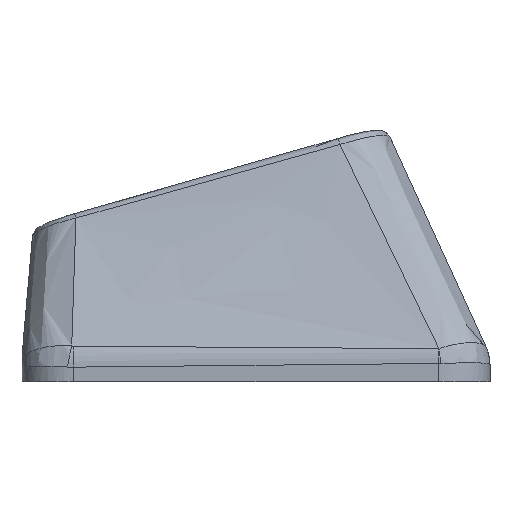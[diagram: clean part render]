
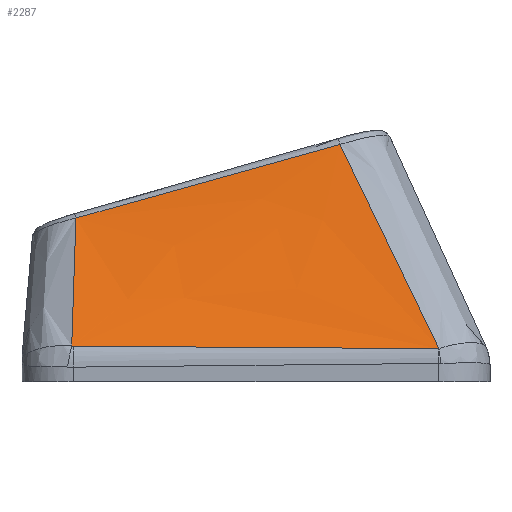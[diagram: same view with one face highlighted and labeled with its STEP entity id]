
A CAD part, left-side view. The second image highlights one B-rep face of the part: STEP entity #2287.
In plain terms, the highlighted free-form (B-spline) face has degree [3, 3] with [4, 4] control points.
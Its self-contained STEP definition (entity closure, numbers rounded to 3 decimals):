
#62=B_SPLINE_SURFACE_WITH_KNOTS('',3,3,((#5489,#5490,#5491,#5492),(#5493,
#5494,#5495,#5496),(#5497,#5498,#5499,#5500),(#5501,#5502,#5503,#5504)),
 .UNSPECIFIED.,.F.,.F.,.F.,(4,4),(4,4),(0.103,0.894),
(0.031,0.968),.UNSPECIFIED.);
#518=FACE_OUTER_BOUND('',#652,.T.);
#652=EDGE_LOOP('',(#2050,#2051,#2052,#2053,#2054,#2055));
#832=B_SPLINE_CURVE_WITH_KNOTS('',3,(#5005,#5006,#5007,#5008),
 .UNSPECIFIED.,.F.,.F.,(4,4),(0.,0.002),
 .UNSPECIFIED.);
#834=B_SPLINE_CURVE_WITH_KNOTS('',3,(#5032,#5033,#5034,#5035),
 .UNSPECIFIED.,.F.,.F.,(4,4),(0.,1.416),.UNSPECIFIED.);
#836=B_SPLINE_CURVE_WITH_KNOTS('',3,(#5059,#5060,#5061,#5062),
 .UNSPECIFIED.,.F.,.F.,(4,4),(0.,0.006),
 .UNSPECIFIED.);
#858=B_SPLINE_CURVE_WITH_KNOTS('',3,(#5480,#5481,#5482,#5483),
 .UNSPECIFIED.,.F.,.F.,(4,4),(-0.618,-0.025),
 .UNSPECIFIED.);
#860=B_SPLINE_CURVE_WITH_KNOTS('',3,(#5506,#5507,#5508,#5509),
 .UNSPECIFIED.,.F.,.F.,(4,4),(0.031,0.97),
 .UNSPECIFIED.);
#861=B_SPLINE_CURVE_WITH_KNOTS('',3,(#5510,#5511,#5512,#5513),
 .UNSPECIFIED.,.F.,.F.,(4,4),(-1.063,0.),.UNSPECIFIED.);
#1061=VERTEX_POINT('',#4964);
#1065=VERTEX_POINT('',#4998);
#1067=VERTEX_POINT('',#5025);
#1069=VERTEX_POINT('',#5052);
#1096=VERTEX_POINT('',#5479);
#1097=VERTEX_POINT('',#5505);
#1380=EDGE_CURVE('',#1061,#1065,#832,.T.);
#1383=EDGE_CURVE('',#1065,#1067,#834,.T.);
#1386=EDGE_CURVE('',#1067,#1069,#836,.T.);
#1427=EDGE_CURVE('',#1069,#1096,#858,.T.);
#1429=EDGE_CURVE('',#1097,#1061,#860,.T.);
#1430=EDGE_CURVE('',#1096,#1097,#861,.T.);
#2050=ORIENTED_EDGE('',*,*,#1386,.F.);
#2051=ORIENTED_EDGE('',*,*,#1383,.F.);
#2052=ORIENTED_EDGE('',*,*,#1380,.F.);
#2053=ORIENTED_EDGE('',*,*,#1429,.F.);
#2054=ORIENTED_EDGE('',*,*,#1430,.F.);
#2055=ORIENTED_EDGE('',*,*,#1427,.F.);
#2287=ADVANCED_FACE('',(#518),#62,.T.);
#4964=CARTESIAN_POINT('',(-18.491,-7.099,0.276));
#4998=CARTESIAN_POINT('',(-18.492,-7.077,0.274));
#5005=CARTESIAN_POINT('Ctrl Pts',(-18.491,-7.099,0.276));
#5006=CARTESIAN_POINT('Ctrl Pts',(-18.492,-7.092,0.275));
#5007=CARTESIAN_POINT('Ctrl Pts',(-18.492,-7.084,0.274));
#5008=CARTESIAN_POINT('Ctrl Pts',(-18.492,-7.077,0.274));
#5025=CARTESIAN_POINT('',(-18.366,7.092,0.371));
#5032=CARTESIAN_POINT('Ctrl Pts',(-18.492,-7.077,0.274));
#5033=CARTESIAN_POINT('Ctrl Pts',(-18.468,-2.355,0.3));
#5034=CARTESIAN_POINT('Ctrl Pts',(-18.436,2.367,0.332));
#5035=CARTESIAN_POINT('Ctrl Pts',(-18.366,7.092,0.371));
#5052=CARTESIAN_POINT('',(-18.361,7.151,0.377));
#5059=CARTESIAN_POINT('Ctrl Pts',(-18.366,7.092,0.371));
#5060=CARTESIAN_POINT('Ctrl Pts',(-18.365,7.112,0.372));
#5061=CARTESIAN_POINT('Ctrl Pts',(-18.364,7.132,0.374));
#5062=CARTESIAN_POINT('Ctrl Pts',(-18.361,7.151,0.377));
#5479=CARTESIAN_POINT('',(-15.184,6.988,5.341));
#5480=CARTESIAN_POINT('Ctrl Pts',(-18.361,7.151,0.377));
#5481=CARTESIAN_POINT('Ctrl Pts',(-17.294,7.079,2.028));
#5482=CARTESIAN_POINT('Ctrl Pts',(-16.235,7.021,3.683));
#5483=CARTESIAN_POINT('Ctrl Pts',(-15.184,6.988,5.341));
#5489=CARTESIAN_POINT('Ctrl Pts',(-15.16,-3.683,8.312));
#5490=CARTESIAN_POINT('Ctrl Pts',(-16.271,-4.822,5.633));
#5491=CARTESIAN_POINT('Ctrl Pts',(-17.381,-5.961,2.954));
#5492=CARTESIAN_POINT('Ctrl Pts',(-18.492,-7.099,0.275));
#5493=CARTESIAN_POINT('Ctrl Pts',(-15.16,-0.059,
7.316));
#5494=CARTESIAN_POINT('Ctrl Pts',(-16.271,-0.823,
4.958));
#5495=CARTESIAN_POINT('Ctrl Pts',(-17.381,-1.586,2.6));
#5496=CARTESIAN_POINT('Ctrl Pts',(-18.492,-2.35,0.242));
#5497=CARTESIAN_POINT('Ctrl Pts',(-15.16,3.564,6.319));
#5498=CARTESIAN_POINT('Ctrl Pts',(-16.271,3.176,4.283));
#5499=CARTESIAN_POINT('Ctrl Pts',(-17.381,2.788,2.246));
#5500=CARTESIAN_POINT('Ctrl Pts',(-18.492,2.4,0.209));
#5501=CARTESIAN_POINT('Ctrl Pts',(-15.16,7.188,5.323));
#5502=CARTESIAN_POINT('Ctrl Pts',(-16.271,7.175,3.607));
#5503=CARTESIAN_POINT('Ctrl Pts',(-17.381,7.162,1.892));
#5504=CARTESIAN_POINT('Ctrl Pts',(-18.492,7.15,0.176));
#5505=CARTESIAN_POINT('',(-15.16,-3.255,8.194));
#5506=CARTESIAN_POINT('Ctrl Pts',(-15.16,-3.255,8.194));
#5507=CARTESIAN_POINT('Ctrl Pts',(-16.287,-4.548,5.564));
#5508=CARTESIAN_POINT('Ctrl Pts',(-17.394,-5.827,2.923));
#5509=CARTESIAN_POINT('Ctrl Pts',(-18.491,-7.099,0.276));
#5510=CARTESIAN_POINT('Ctrl Pts',(-15.184,6.988,5.341));
#5511=CARTESIAN_POINT('Ctrl Pts',(-15.178,3.571,6.282));
#5512=CARTESIAN_POINT('Ctrl Pts',(-15.168,0.158,7.235));
#5513=CARTESIAN_POINT('Ctrl Pts',(-15.16,-3.255,8.194));
